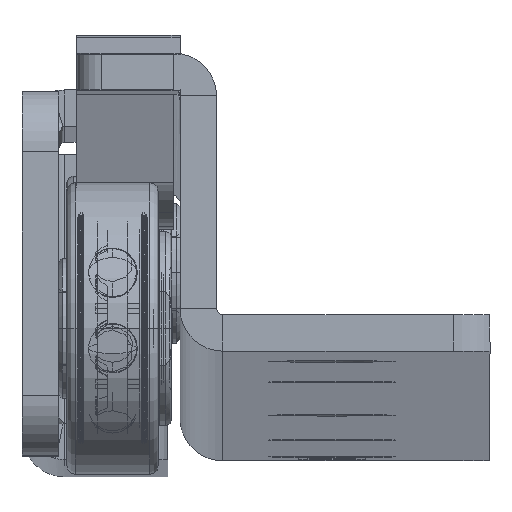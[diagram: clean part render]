
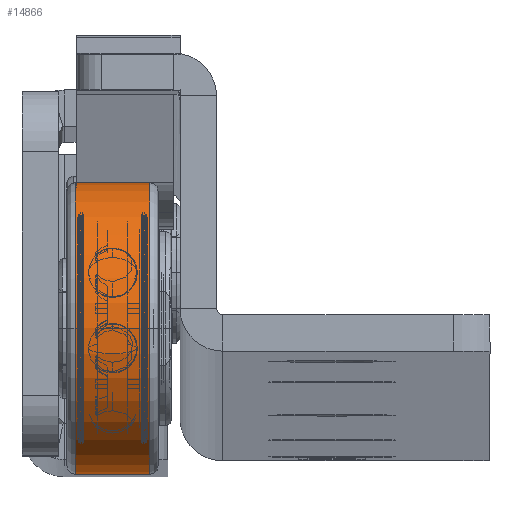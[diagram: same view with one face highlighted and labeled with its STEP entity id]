
A CAD part, top view. The second image highlights one B-rep face of the part: STEP entity #14866.
In plain terms, the highlighted cylindrical face has radius 12 mm (diameter 24 mm), a partial arc.
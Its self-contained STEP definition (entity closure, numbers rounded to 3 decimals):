
#26 = DIRECTION ( 'NONE',  ( 1., 0., 0. ) ) ;
#92 = CARTESIAN_POINT ( 'NONE',  ( -3.05, -12., 0. ) ) ;
#366 = CARTESIAN_POINT ( 'NONE',  ( 3.05, -12., 0. ) ) ;
#540 = CARTESIAN_POINT ( 'NONE',  ( -3.75, 12., 0. ) ) ;
#677 = DIRECTION ( 'NONE',  ( -1., 0., 0. ) ) ;
#966 = EDGE_CURVE ( 'NONE', #13317, #5098, #12401, .T. ) ;
#1445 = DIRECTION ( 'NONE',  ( -1., 0., 0. ) ) ;
#2255 = CARTESIAN_POINT ( 'NONE',  ( -3.75, -12., 0. ) ) ;
#2598 = EDGE_CURVE ( 'NONE', #15467, #13317, #7678, .T. ) ;
#2760 = VECTOR ( 'NONE', #1445, 1000. ) ;
#2858 = LINE ( 'NONE', #540, #2760 ) ;
#3121 = CARTESIAN_POINT ( 'NONE',  ( 3.05, 0., 0. ) ) ;
#4449 = AXIS2_PLACEMENT_3D ( 'NONE', #10240, #26, #7739 ) ;
#5098 = VERTEX_POINT ( 'NONE', #92 ) ;
#5144 = AXIS2_PLACEMENT_3D ( 'NONE', #14080, #12834, #10345 ) ;
#5289 = EDGE_LOOP ( 'NONE', ( #7812, #7397, #8642, #14393 ) ) ;
#5612 = DIRECTION ( 'NONE',  ( 0., -1., 0. ) ) ;
#7397 = ORIENTED_EDGE ( 'NONE', *, *, #2598, .T. ) ;
#7678 = CIRCLE ( 'NONE', #10330, 12. ) ;
#7739 = DIRECTION ( 'NONE',  ( 0., 1., 0. ) ) ;
#7812 = ORIENTED_EDGE ( 'NONE', *, *, #14937, .F. ) ;
#7941 = VECTOR ( 'NONE', #677, 1000. ) ;
#8642 = ORIENTED_EDGE ( 'NONE', *, *, #966, .T. ) ;
#8679 = EDGE_CURVE ( 'NONE', #5098, #13672, #14806, .T. ) ;
#9260 = CYLINDRICAL_SURFACE ( 'NONE', #5144, 12. ) ;
#10240 = CARTESIAN_POINT ( 'NONE',  ( -3.05, 0., 0. ) ) ;
#10330 = AXIS2_PLACEMENT_3D ( 'NONE', #3121, #15672, #5612 ) ;
#10345 = DIRECTION ( 'NONE',  ( 0., -1., 0. ) ) ;
#12401 = LINE ( 'NONE', #2255, #7941 ) ;
#12805 = CARTESIAN_POINT ( 'NONE',  ( -3.05, 12., 0. ) ) ;
#12834 = DIRECTION ( 'NONE',  ( -1., 0., 0. ) ) ;
#12858 = CARTESIAN_POINT ( 'NONE',  ( 3.05, 12., 0. ) ) ;
#13317 = VERTEX_POINT ( 'NONE', #366 ) ;
#13672 = VERTEX_POINT ( 'NONE', #12805 ) ;
#14080 = CARTESIAN_POINT ( 'NONE',  ( -3.75, 0., 0. ) ) ;
#14163 = FACE_OUTER_BOUND ( 'NONE', #5289, .T. ) ;
#14393 = ORIENTED_EDGE ( 'NONE', *, *, #8679, .T. ) ;
#14806 = CIRCLE ( 'NONE', #4449, 12. ) ;
#14866 = ADVANCED_FACE ( 'NONE', ( #14163 ), #9260, .T. ) ;
#14937 = EDGE_CURVE ( 'NONE', #15467, #13672, #2858, .T. ) ;
#15467 = VERTEX_POINT ( 'NONE', #12858 ) ;
#15672 = DIRECTION ( 'NONE',  ( -1., 0., 0. ) ) ;
